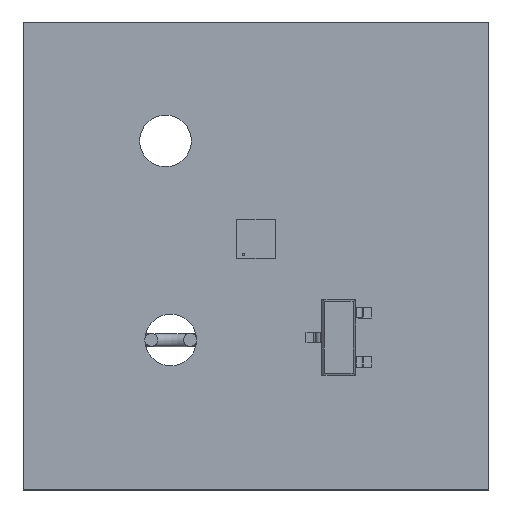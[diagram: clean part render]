
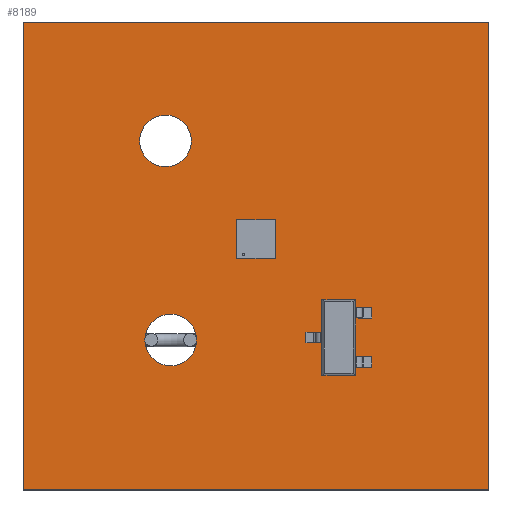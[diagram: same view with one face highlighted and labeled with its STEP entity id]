
A CAD part, top view. The second image highlights one B-rep face of the part: STEP entity #8189.
In plain terms, the highlighted planar face has unit normal (0, 0, 1).
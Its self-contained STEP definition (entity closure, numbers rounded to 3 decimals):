
#7832 = VERTEX_POINT('',#7833);
#7833 = CARTESIAN_POINT('',(157.4,-105.7,1.58));
#7840 = PLANE('',#7841);
#7841 = AXIS2_PLACEMENT_3D('',#7842,#7843,#7844);
#7842 = CARTESIAN_POINT('',(157.4,-105.7,0.));
#7843 = DIRECTION('',(0.,-1.,0.));
#7844 = DIRECTION('',(-1.,0.,0.));
#7852 = PLANE('',#7853);
#7853 = AXIS2_PLACEMENT_3D('',#7854,#7855,#7856);
#7854 = CARTESIAN_POINT('',(157.4,-87.6,0.));
#7855 = DIRECTION('',(1.,0.,-0.));
#7856 = DIRECTION('',(0.,-1.,0.));
#7864 = EDGE_CURVE('',#7832,#7865,#7867,.T.);
#7865 = VERTEX_POINT('',#7866);
#7866 = CARTESIAN_POINT('',(139.4,-105.7,1.58));
#7867 = SURFACE_CURVE('',#7868,(#7872,#7879),.PCURVE_S1.);
#7868 = LINE('',#7869,#7870);
#7869 = CARTESIAN_POINT('',(157.4,-105.7,1.58));
#7870 = VECTOR('',#7871,1.);
#7871 = DIRECTION('',(-1.,0.,0.));
#7872 = PCURVE('',#7840,#7873);
#7873 = DEFINITIONAL_REPRESENTATION('',(#7874),#7878);
#7874 = LINE('',#7875,#7876);
#7875 = CARTESIAN_POINT('',(0.,-1.58));
#7876 = VECTOR('',#7877,1.);
#7877 = DIRECTION('',(1.,0.));
#7878 = ( GEOMETRIC_REPRESENTATION_CONTEXT(2) 
PARAMETRIC_REPRESENTATION_CONTEXT() REPRESENTATION_CONTEXT('2D SPACE',''
  ) );
#7879 = PCURVE('',#7880,#7885);
#7880 = PLANE('',#7881);
#7881 = AXIS2_PLACEMENT_3D('',#7882,#7883,#7884);
#7882 = CARTESIAN_POINT('',(148.4,-96.65,1.58));
#7883 = DIRECTION('',(-0.,-0.,-1.));
#7884 = DIRECTION('',(-1.,0.,0.));
#7885 = DEFINITIONAL_REPRESENTATION('',(#7886),#7890);
#7886 = LINE('',#7887,#7888);
#7887 = CARTESIAN_POINT('',(-9.,-9.05));
#7888 = VECTOR('',#7889,1.);
#7889 = DIRECTION('',(1.,0.));
#7890 = ( GEOMETRIC_REPRESENTATION_CONTEXT(2) 
PARAMETRIC_REPRESENTATION_CONTEXT() REPRESENTATION_CONTEXT('2D SPACE',''
  ) );
#7908 = PLANE('',#7909);
#7909 = AXIS2_PLACEMENT_3D('',#7910,#7911,#7912);
#7910 = CARTESIAN_POINT('',(139.4,-105.7,0.));
#7911 = DIRECTION('',(-1.,0.,0.));
#7912 = DIRECTION('',(0.,1.,0.));
#7952 = VERTEX_POINT('',#7953);
#7953 = CARTESIAN_POINT('',(157.4,-87.6,1.58));
#7967 = PLANE('',#7968);
#7968 = AXIS2_PLACEMENT_3D('',#7969,#7970,#7971);
#7969 = CARTESIAN_POINT('',(139.4,-87.6,0.));
#7970 = DIRECTION('',(0.,1.,0.));
#7971 = DIRECTION('',(1.,0.,0.));
#7979 = EDGE_CURVE('',#7952,#7832,#7980,.T.);
#7980 = SURFACE_CURVE('',#7981,(#7985,#7992),.PCURVE_S1.);
#7981 = LINE('',#7982,#7983);
#7982 = CARTESIAN_POINT('',(157.4,-87.6,1.58));
#7983 = VECTOR('',#7984,1.);
#7984 = DIRECTION('',(0.,-1.,0.));
#7985 = PCURVE('',#7852,#7986);
#7986 = DEFINITIONAL_REPRESENTATION('',(#7987),#7991);
#7987 = LINE('',#7988,#7989);
#7988 = CARTESIAN_POINT('',(0.,-1.58));
#7989 = VECTOR('',#7990,1.);
#7990 = DIRECTION('',(1.,0.));
#7991 = ( GEOMETRIC_REPRESENTATION_CONTEXT(2) 
PARAMETRIC_REPRESENTATION_CONTEXT() REPRESENTATION_CONTEXT('2D SPACE',''
  ) );
#7992 = PCURVE('',#7880,#7993);
#7993 = DEFINITIONAL_REPRESENTATION('',(#7994),#7998);
#7994 = LINE('',#7995,#7996);
#7995 = CARTESIAN_POINT('',(-9.,9.05));
#7996 = VECTOR('',#7997,1.);
#7997 = DIRECTION('',(0.,-1.));
#7998 = ( GEOMETRIC_REPRESENTATION_CONTEXT(2) 
PARAMETRIC_REPRESENTATION_CONTEXT() REPRESENTATION_CONTEXT('2D SPACE',''
  ) );
#8026 = EDGE_CURVE('',#7865,#8027,#8029,.T.);
#8027 = VERTEX_POINT('',#8028);
#8028 = CARTESIAN_POINT('',(139.4,-87.6,1.58));
#8029 = SURFACE_CURVE('',#8030,(#8034,#8041),.PCURVE_S1.);
#8030 = LINE('',#8031,#8032);
#8031 = CARTESIAN_POINT('',(139.4,-105.7,1.58));
#8032 = VECTOR('',#8033,1.);
#8033 = DIRECTION('',(0.,1.,0.));
#8034 = PCURVE('',#7908,#8035);
#8035 = DEFINITIONAL_REPRESENTATION('',(#8036),#8040);
#8036 = LINE('',#8037,#8038);
#8037 = CARTESIAN_POINT('',(0.,-1.58));
#8038 = VECTOR('',#8039,1.);
#8039 = DIRECTION('',(1.,0.));
#8040 = ( GEOMETRIC_REPRESENTATION_CONTEXT(2) 
PARAMETRIC_REPRESENTATION_CONTEXT() REPRESENTATION_CONTEXT('2D SPACE',''
  ) );
#8041 = PCURVE('',#7880,#8042);
#8042 = DEFINITIONAL_REPRESENTATION('',(#8043),#8047);
#8043 = LINE('',#8044,#8045);
#8044 = CARTESIAN_POINT('',(9.,-9.05));
#8045 = VECTOR('',#8046,1.);
#8046 = DIRECTION('',(0.,1.));
#8047 = ( GEOMETRIC_REPRESENTATION_CONTEXT(2) 
PARAMETRIC_REPRESENTATION_CONTEXT() REPRESENTATION_CONTEXT('2D SPACE',''
  ) );
#8143 = CYLINDRICAL_SURFACE('',#8144,1.);
#8144 = AXIS2_PLACEMENT_3D('',#8145,#8146,#8147);
#8145 = CARTESIAN_POINT('',(145.1,-99.9,-0.79));
#8146 = DIRECTION('',(0.,0.,1.));
#8147 = DIRECTION('',(1.,0.,-0.));
#8178 = CYLINDRICAL_SURFACE('',#8179,1.);
#8179 = AXIS2_PLACEMENT_3D('',#8180,#8181,#8182);
#8180 = CARTESIAN_POINT('',(144.9,-92.2,-0.79));
#8181 = DIRECTION('',(0.,0.,1.));
#8182 = DIRECTION('',(1.,0.,-0.));
#8189 = ADVANCED_FACE('',(#8190,#8216,#8246),#7880,.F.);
#8190 = FACE_BOUND('',#8191,.F.);
#8191 = EDGE_LOOP('',(#8192,#8193,#8194,#8215));
#8192 = ORIENTED_EDGE('',*,*,#7864,.T.);
#8193 = ORIENTED_EDGE('',*,*,#8026,.T.);
#8194 = ORIENTED_EDGE('',*,*,#8195,.T.);
#8195 = EDGE_CURVE('',#8027,#7952,#8196,.T.);
#8196 = SURFACE_CURVE('',#8197,(#8201,#8208),.PCURVE_S1.);
#8197 = LINE('',#8198,#8199);
#8198 = CARTESIAN_POINT('',(139.4,-87.6,1.58));
#8199 = VECTOR('',#8200,1.);
#8200 = DIRECTION('',(1.,0.,0.));
#8201 = PCURVE('',#7880,#8202);
#8202 = DEFINITIONAL_REPRESENTATION('',(#8203),#8207);
#8203 = LINE('',#8204,#8205);
#8204 = CARTESIAN_POINT('',(9.,9.05));
#8205 = VECTOR('',#8206,1.);
#8206 = DIRECTION('',(-1.,0.));
#8207 = ( GEOMETRIC_REPRESENTATION_CONTEXT(2) 
PARAMETRIC_REPRESENTATION_CONTEXT() REPRESENTATION_CONTEXT('2D SPACE',''
  ) );
#8208 = PCURVE('',#7967,#8209);
#8209 = DEFINITIONAL_REPRESENTATION('',(#8210),#8214);
#8210 = LINE('',#8211,#8212);
#8211 = CARTESIAN_POINT('',(0.,-1.58));
#8212 = VECTOR('',#8213,1.);
#8213 = DIRECTION('',(1.,0.));
#8214 = ( GEOMETRIC_REPRESENTATION_CONTEXT(2) 
PARAMETRIC_REPRESENTATION_CONTEXT() REPRESENTATION_CONTEXT('2D SPACE',''
  ) );
#8215 = ORIENTED_EDGE('',*,*,#7979,.T.);
#8216 = FACE_BOUND('',#8217,.F.);
#8217 = EDGE_LOOP('',(#8218));
#8218 = ORIENTED_EDGE('',*,*,#8219,.T.);
#8219 = EDGE_CURVE('',#8220,#8220,#8222,.T.);
#8220 = VERTEX_POINT('',#8221);
#8221 = CARTESIAN_POINT('',(146.1,-99.9,1.58));
#8222 = SURFACE_CURVE('',#8223,(#8228,#8239),.PCURVE_S1.);
#8223 = CIRCLE('',#8224,1.);
#8224 = AXIS2_PLACEMENT_3D('',#8225,#8226,#8227);
#8225 = CARTESIAN_POINT('',(145.1,-99.9,1.58));
#8226 = DIRECTION('',(0.,0.,1.));
#8227 = DIRECTION('',(1.,0.,-0.));
#8228 = PCURVE('',#7880,#8229);
#8229 = DEFINITIONAL_REPRESENTATION('',(#8230),#8238);
#8230 = ( BOUNDED_CURVE() B_SPLINE_CURVE(2,(#8231,#8232,#8233,#8234,
#8235,#8236,#8237),.UNSPECIFIED.,.T.,.F.) B_SPLINE_CURVE_WITH_KNOTS((1,2
    ,2,2,2,1),(-2.094,0.,2.094,4.189,
6.283,8.378),.UNSPECIFIED.) CURVE() 
GEOMETRIC_REPRESENTATION_ITEM() RATIONAL_B_SPLINE_CURVE((1.,0.5,1.,0.5,
1.,0.5,1.)) REPRESENTATION_ITEM('') );
#8231 = CARTESIAN_POINT('',(2.3,-3.25));
#8232 = CARTESIAN_POINT('',(2.3,-1.518));
#8233 = CARTESIAN_POINT('',(3.8,-2.384));
#8234 = CARTESIAN_POINT('',(5.3,-3.25));
#8235 = CARTESIAN_POINT('',(3.8,-4.116));
#8236 = CARTESIAN_POINT('',(2.3,-4.982));
#8237 = CARTESIAN_POINT('',(2.3,-3.25));
#8238 = ( GEOMETRIC_REPRESENTATION_CONTEXT(2) 
PARAMETRIC_REPRESENTATION_CONTEXT() REPRESENTATION_CONTEXT('2D SPACE',''
  ) );
#8239 = PCURVE('',#8143,#8240);
#8240 = DEFINITIONAL_REPRESENTATION('',(#8241),#8245);
#8241 = LINE('',#8242,#8243);
#8242 = CARTESIAN_POINT('',(0.,2.37));
#8243 = VECTOR('',#8244,1.);
#8244 = DIRECTION('',(1.,0.));
#8245 = ( GEOMETRIC_REPRESENTATION_CONTEXT(2) 
PARAMETRIC_REPRESENTATION_CONTEXT() REPRESENTATION_CONTEXT('2D SPACE',''
  ) );
#8246 = FACE_BOUND('',#8247,.F.);
#8247 = EDGE_LOOP('',(#8248));
#8248 = ORIENTED_EDGE('',*,*,#8249,.T.);
#8249 = EDGE_CURVE('',#8250,#8250,#8252,.T.);
#8250 = VERTEX_POINT('',#8251);
#8251 = CARTESIAN_POINT('',(145.9,-92.2,1.58));
#8252 = SURFACE_CURVE('',#8253,(#8258,#8269),.PCURVE_S1.);
#8253 = CIRCLE('',#8254,1.);
#8254 = AXIS2_PLACEMENT_3D('',#8255,#8256,#8257);
#8255 = CARTESIAN_POINT('',(144.9,-92.2,1.58));
#8256 = DIRECTION('',(0.,0.,1.));
#8257 = DIRECTION('',(1.,0.,-0.));
#8258 = PCURVE('',#7880,#8259);
#8259 = DEFINITIONAL_REPRESENTATION('',(#8260),#8268);
#8260 = ( BOUNDED_CURVE() B_SPLINE_CURVE(2,(#8261,#8262,#8263,#8264,
#8265,#8266,#8267),.UNSPECIFIED.,.T.,.F.) B_SPLINE_CURVE_WITH_KNOTS((1,2
    ,2,2,2,1),(-2.094,0.,2.094,4.189,
6.283,8.378),.UNSPECIFIED.) CURVE() 
GEOMETRIC_REPRESENTATION_ITEM() RATIONAL_B_SPLINE_CURVE((1.,0.5,1.,0.5,
1.,0.5,1.)) REPRESENTATION_ITEM('') );
#8261 = CARTESIAN_POINT('',(2.5,4.45));
#8262 = CARTESIAN_POINT('',(2.5,6.182));
#8263 = CARTESIAN_POINT('',(4.,5.316));
#8264 = CARTESIAN_POINT('',(5.5,4.45));
#8265 = CARTESIAN_POINT('',(4.,3.584));
#8266 = CARTESIAN_POINT('',(2.5,2.718));
#8267 = CARTESIAN_POINT('',(2.5,4.45));
#8268 = ( GEOMETRIC_REPRESENTATION_CONTEXT(2) 
PARAMETRIC_REPRESENTATION_CONTEXT() REPRESENTATION_CONTEXT('2D SPACE',''
  ) );
#8269 = PCURVE('',#8178,#8270);
#8270 = DEFINITIONAL_REPRESENTATION('',(#8271),#8275);
#8271 = LINE('',#8272,#8273);
#8272 = CARTESIAN_POINT('',(0.,2.37));
#8273 = VECTOR('',#8274,1.);
#8274 = DIRECTION('',(1.,0.));
#8275 = ( GEOMETRIC_REPRESENTATION_CONTEXT(2) 
PARAMETRIC_REPRESENTATION_CONTEXT() REPRESENTATION_CONTEXT('2D SPACE',''
  ) );
